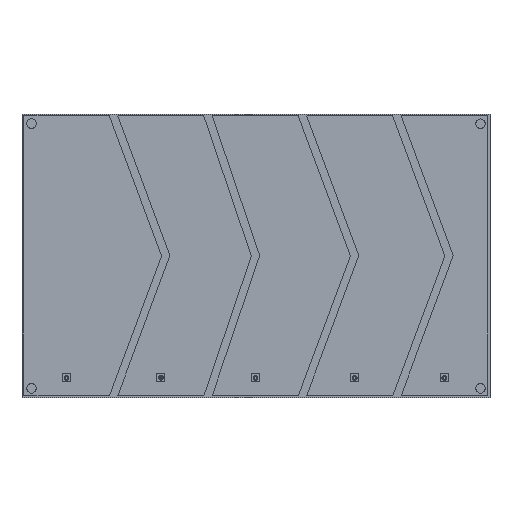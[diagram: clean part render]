
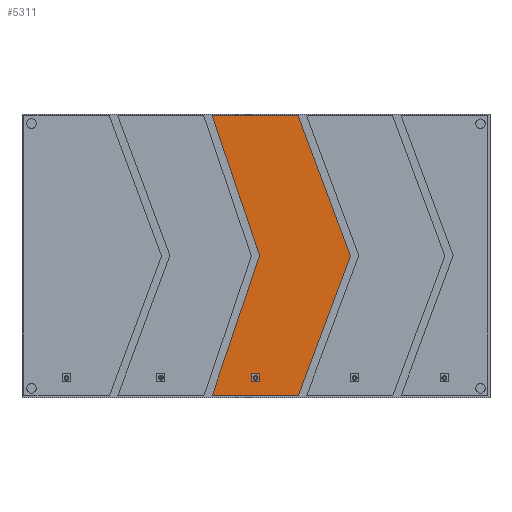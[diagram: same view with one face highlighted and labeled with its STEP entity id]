
A CAD part, top view. The second image highlights one B-rep face of the part: STEP entity #5311.
In plain terms, the highlighted planar face has unit normal (0, 0, 1).
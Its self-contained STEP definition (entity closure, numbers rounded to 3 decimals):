
#4980 = VERTEX_POINT('',#4981);
#4981 = CARTESIAN_POINT('',(184.77,-67.115,1.635));
#4987 = EDGE_CURVE('',#4980,#4988,#4990,.T.);
#4988 = VERTEX_POINT('',#4989);
#4989 = CARTESIAN_POINT('',(184.786,-67.115,1.635));
#4990 = LINE('',#4991,#4992);
#4991 = CARTESIAN_POINT('',(184.77,-67.115,1.635));
#4992 = VECTOR('',#4993,1.);
#4993 = DIRECTION('',(1.,0.,0.));
#5020 = VERTEX_POINT('',#5021);
#5021 = CARTESIAN_POINT('',(184.755,-67.11,1.635));
#5027 = EDGE_CURVE('',#5020,#4980,#5028,.T.);
#5028 = LINE('',#5029,#5030);
#5029 = CARTESIAN_POINT('',(184.755,-67.11,1.635));
#5030 = VECTOR('',#5031,1.);
#5031 = DIRECTION('',(0.951,-0.309,0.));
#5049 = EDGE_CURVE('',#4988,#5050,#5052,.T.);
#5050 = VERTEX_POINT('',#5051);
#5051 = CARTESIAN_POINT('',(184.799,-67.124,1.635));
#5052 = LINE('',#5053,#5054);
#5053 = CARTESIAN_POINT('',(184.786,-67.115,1.635));
#5054 = VECTOR('',#5055,1.);
#5055 = DIRECTION('',(0.809,-0.588,0.));
#5311 = ADVANCED_FACE('',(#5312,#5531),#5542,.T.);
#5312 = FACE_BOUND('',#5313,.T.);
#5313 = EDGE_LOOP('',(#5314,#5315,#5316,#5324,#5332,#5340,#5348,#5356,
    #5364,#5372,#5380,#5388,#5396,#5404,#5412,#5420,#5428,#5436,#5444,
    #5452,#5460,#5468,#5476,#5484,#5492,#5500,#5508,#5516,#5524,#5530));
#5314 = ORIENTED_EDGE('',*,*,#4987,.F.);
#5315 = ORIENTED_EDGE('',*,*,#5027,.F.);
#5316 = ORIENTED_EDGE('',*,*,#5317,.F.);
#5317 = EDGE_CURVE('',#5318,#5020,#5320,.T.);
#5318 = VERTEX_POINT('',#5319);
#5319 = CARTESIAN_POINT('',(166.755,-67.11,1.635));
#5320 = LINE('',#5321,#5322);
#5321 = CARTESIAN_POINT('',(166.755,-67.11,1.635));
#5322 = VECTOR('',#5323,1.);
#5323 = DIRECTION('',(1.,0.,0.));
#5324 = ORIENTED_EDGE('',*,*,#5325,.F.);
#5325 = EDGE_CURVE('',#5326,#5318,#5328,.T.);
#5326 = VERTEX_POINT('',#5327);
#5327 = CARTESIAN_POINT('',(166.754,-67.11,1.635));
#5328 = LINE('',#5329,#5330);
#5329 = CARTESIAN_POINT('',(166.754,-67.11,1.635));
#5330 = VECTOR('',#5331,1.);
#5331 = DIRECTION('',(1.,0.007,0.));
#5332 = ORIENTED_EDGE('',*,*,#5333,.F.);
#5333 = EDGE_CURVE('',#5334,#5326,#5336,.T.);
#5334 = VERTEX_POINT('',#5335);
#5335 = CARTESIAN_POINT('',(166.695,-67.13,1.635));
#5336 = LINE('',#5337,#5338);
#5337 = CARTESIAN_POINT('',(166.695,-67.13,1.635));
#5338 = VECTOR('',#5339,1.);
#5339 = DIRECTION('',(0.947,0.322,0.));
#5340 = ORIENTED_EDGE('',*,*,#5341,.F.);
#5341 = EDGE_CURVE('',#5342,#5334,#5344,.T.);
#5342 = VERTEX_POINT('',#5343);
#5343 = CARTESIAN_POINT('',(166.659,-67.18,1.635));
#5344 = LINE('',#5345,#5346);
#5345 = CARTESIAN_POINT('',(166.659,-67.18,1.635));
#5346 = VECTOR('',#5347,1.);
#5347 = DIRECTION('',(0.577,0.817,0.));
#5348 = ORIENTED_EDGE('',*,*,#5349,.F.);
#5349 = EDGE_CURVE('',#5350,#5342,#5352,.T.);
#5350 = VERTEX_POINT('',#5351);
#5351 = CARTESIAN_POINT('',(166.66,-67.242,1.635));
#5352 = LINE('',#5353,#5354);
#5353 = CARTESIAN_POINT('',(166.66,-67.242,1.635));
#5354 = VECTOR('',#5355,1.);
#5355 = DIRECTION('',(-0.013,1.,0.));
#5356 = ORIENTED_EDGE('',*,*,#5357,.F.);
#5357 = EDGE_CURVE('',#5358,#5350,#5360,.T.);
#5358 = VERTEX_POINT('',#5359);
#5359 = CARTESIAN_POINT('',(176.661,-96.68,1.635));
#5360 = LINE('',#5361,#5362);
#5361 = CARTESIAN_POINT('',(176.661,-96.68,1.635));
#5362 = VECTOR('',#5363,1.);
#5363 = DIRECTION('',(-0.322,0.947,0.));
#5364 = ORIENTED_EDGE('',*,*,#5365,.F.);
#5365 = EDGE_CURVE('',#5366,#5358,#5368,.T.);
#5366 = VERTEX_POINT('',#5367);
#5367 = CARTESIAN_POINT('',(166.66,-126.188,1.635));
#5368 = LINE('',#5369,#5370);
#5369 = CARTESIAN_POINT('',(166.66,-126.188,1.635));
#5370 = VECTOR('',#5371,1.);
#5371 = DIRECTION('',(0.321,0.947,0.));
#5372 = ORIENTED_EDGE('',*,*,#5373,.F.);
#5373 = EDGE_CURVE('',#5374,#5366,#5376,.T.);
#5374 = VERTEX_POINT('',#5375);
#5375 = CARTESIAN_POINT('',(166.66,-126.189,1.635));
#5376 = LINE('',#5377,#5378);
#5377 = CARTESIAN_POINT('',(166.66,-126.189,1.635));
#5378 = VECTOR('',#5379,1.);
#5379 = DIRECTION('',(0.315,0.949,0.));
#5380 = ORIENTED_EDGE('',*,*,#5381,.F.);
#5381 = EDGE_CURVE('',#5382,#5374,#5384,.T.);
#5382 = VERTEX_POINT('',#5383);
#5383 = CARTESIAN_POINT('',(166.66,-126.251,1.635));
#5384 = LINE('',#5385,#5386);
#5385 = CARTESIAN_POINT('',(166.66,-126.251,1.635));
#5386 = VECTOR('',#5387,1.);
#5387 = DIRECTION('',(0.,1.,0.));
#5388 = ORIENTED_EDGE('',*,*,#5389,.F.);
#5389 = EDGE_CURVE('',#5390,#5382,#5392,.T.);
#5390 = VERTEX_POINT('',#5391);
#5391 = CARTESIAN_POINT('',(166.696,-126.301,1.635));
#5392 = LINE('',#5393,#5394);
#5393 = CARTESIAN_POINT('',(166.696,-126.301,1.635));
#5394 = VECTOR('',#5395,1.);
#5395 = DIRECTION('',(-0.588,0.809,0.));
#5396 = ORIENTED_EDGE('',*,*,#5397,.F.);
#5397 = EDGE_CURVE('',#5398,#5390,#5400,.T.);
#5398 = VERTEX_POINT('',#5399);
#5399 = CARTESIAN_POINT('',(166.755,-126.32,1.635));
#5400 = LINE('',#5401,#5402);
#5401 = CARTESIAN_POINT('',(166.755,-126.32,1.635));
#5402 = VECTOR('',#5403,1.);
#5403 = DIRECTION('',(-0.951,0.309,0.));
#5404 = ORIENTED_EDGE('',*,*,#5405,.F.);
#5405 = EDGE_CURVE('',#5406,#5398,#5408,.T.);
#5406 = VERTEX_POINT('',#5407);
#5407 = CARTESIAN_POINT('',(184.755,-126.32,1.635));
#5408 = LINE('',#5409,#5410);
#5409 = CARTESIAN_POINT('',(184.755,-126.32,1.635));
#5410 = VECTOR('',#5411,1.);
#5411 = DIRECTION('',(-1.,0.,0.));
#5412 = ORIENTED_EDGE('',*,*,#5413,.F.);
#5413 = EDGE_CURVE('',#5414,#5406,#5416,.T.);
#5414 = VERTEX_POINT('',#5415);
#5415 = CARTESIAN_POINT('',(184.786,-126.315,1.635));
#5416 = LINE('',#5417,#5418);
#5417 = CARTESIAN_POINT('',(184.786,-126.315,1.635));
#5418 = VECTOR('',#5419,1.);
#5419 = DIRECTION('',(-0.988,-0.156,0.));
#5420 = ORIENTED_EDGE('',*,*,#5421,.F.);
#5421 = EDGE_CURVE('',#5422,#5414,#5424,.T.);
#5422 = VERTEX_POINT('',#5423);
#5423 = CARTESIAN_POINT('',(184.797,-126.307,1.635));
#5424 = LINE('',#5425,#5426);
#5425 = CARTESIAN_POINT('',(184.797,-126.307,1.635));
#5426 = VECTOR('',#5427,1.);
#5427 = DIRECTION('',(-0.809,-0.588,0.));
#5428 = ORIENTED_EDGE('',*,*,#5429,.F.);
#5429 = EDGE_CURVE('',#5430,#5422,#5432,.T.);
#5430 = VERTEX_POINT('',#5431);
#5431 = CARTESIAN_POINT('',(184.81,-126.303,1.635));
#5432 = LINE('',#5433,#5434);
#5433 = CARTESIAN_POINT('',(184.81,-126.303,1.635));
#5434 = VECTOR('',#5435,1.);
#5435 = DIRECTION('',(-0.963,-0.268,0.));
#5436 = ORIENTED_EDGE('',*,*,#5437,.F.);
#5437 = EDGE_CURVE('',#5438,#5430,#5440,.T.);
#5438 = VERTEX_POINT('',#5439);
#5439 = CARTESIAN_POINT('',(184.821,-126.289,1.635));
#5440 = LINE('',#5441,#5442);
#5441 = CARTESIAN_POINT('',(184.821,-126.289,1.635));
#5442 = VECTOR('',#5443,1.);
#5443 = DIRECTION('',(-0.622,-0.783,0.));
#5444 = ORIENTED_EDGE('',*,*,#5445,.F.);
#5445 = EDGE_CURVE('',#5446,#5438,#5448,.T.);
#5446 = VERTEX_POINT('',#5447);
#5447 = CARTESIAN_POINT('',(184.836,-126.279,1.635));
#5448 = LINE('',#5449,#5450);
#5449 = CARTESIAN_POINT('',(184.836,-126.279,1.635));
#5450 = VECTOR('',#5451,1.);
#5451 = DIRECTION('',(-0.809,-0.588,0.));
#5452 = ORIENTED_EDGE('',*,*,#5453,.F.);
#5453 = EDGE_CURVE('',#5454,#5446,#5456,.T.);
#5454 = VERTEX_POINT('',#5455);
#5455 = CARTESIAN_POINT('',(184.84,-126.266,1.635));
#5456 = LINE('',#5457,#5458);
#5457 = CARTESIAN_POINT('',(184.84,-126.266,1.635));
#5458 = VECTOR('',#5459,1.);
#5459 = DIRECTION('',(-0.309,-0.951,0.));
#5460 = ORIENTED_EDGE('',*,*,#5461,.F.);
#5461 = EDGE_CURVE('',#5462,#5454,#5464,.T.);
#5462 = VERTEX_POINT('',#5463);
#5463 = CARTESIAN_POINT('',(184.849,-126.255,1.635));
#5464 = LINE('',#5465,#5466);
#5465 = CARTESIAN_POINT('',(184.849,-126.255,1.635));
#5466 = VECTOR('',#5467,1.);
#5467 = DIRECTION('',(-0.622,-0.783,0.));
#5468 = ORIENTED_EDGE('',*,*,#5469,.F.);
#5469 = EDGE_CURVE('',#5470,#5462,#5472,.T.);
#5470 = VERTEX_POINT('',#5471);
#5471 = CARTESIAN_POINT('',(195.826,-96.82,1.635));
#5472 = LINE('',#5473,#5474);
#5473 = CARTESIAN_POINT('',(195.826,-96.82,1.635));
#5474 = VECTOR('',#5475,1.);
#5475 = DIRECTION('',(-0.349,-0.937,0.));
#5476 = ORIENTED_EDGE('',*,*,#5477,.F.);
#5477 = EDGE_CURVE('',#5478,#5470,#5480,.T.);
#5478 = VERTEX_POINT('',#5479);
#5479 = CARTESIAN_POINT('',(195.829,-96.812,1.635));
#5480 = LINE('',#5481,#5482);
#5481 = CARTESIAN_POINT('',(195.829,-96.812,1.635));
#5482 = VECTOR('',#5483,1.);
#5483 = DIRECTION('',(-0.31,-0.951,0.));
#5484 = ORIENTED_EDGE('',*,*,#5485,.F.);
#5485 = EDGE_CURVE('',#5486,#5478,#5488,.T.);
#5486 = VERTEX_POINT('',#5487);
#5487 = CARTESIAN_POINT('',(195.826,-96.75,1.635));
#5488 = LINE('',#5489,#5490);
#5489 = CARTESIAN_POINT('',(195.826,-96.75,1.635));
#5490 = VECTOR('',#5491,1.);
#5491 = DIRECTION('',(0.041,-0.999,0.));
#5492 = ORIENTED_EDGE('',*,*,#5493,.F.);
#5493 = EDGE_CURVE('',#5494,#5486,#5496,.T.);
#5494 = VERTEX_POINT('',#5495);
#5495 = CARTESIAN_POINT('',(184.849,-67.175,1.635));
#5496 = LINE('',#5497,#5498);
#5497 = CARTESIAN_POINT('',(184.849,-67.175,1.635));
#5498 = VECTOR('',#5499,1.);
#5499 = DIRECTION('',(0.348,-0.938,0.));
#5500 = ORIENTED_EDGE('',*,*,#5501,.F.);
#5501 = EDGE_CURVE('',#5502,#5494,#5504,.T.);
#5502 = VERTEX_POINT('',#5503);
#5503 = CARTESIAN_POINT('',(184.836,-67.151,1.635));
#5504 = LINE('',#5505,#5506);
#5505 = CARTESIAN_POINT('',(184.836,-67.151,1.635));
#5506 = VECTOR('',#5507,1.);
#5507 = DIRECTION('',(0.472,-0.881,0.));
#5508 = ORIENTED_EDGE('',*,*,#5509,.F.);
#5509 = EDGE_CURVE('',#5510,#5502,#5512,.T.);
#5510 = VERTEX_POINT('',#5511);
#5511 = CARTESIAN_POINT('',(184.823,-67.142,1.635));
#5512 = LINE('',#5513,#5514);
#5513 = CARTESIAN_POINT('',(184.823,-67.142,1.635));
#5514 = VECTOR('',#5515,1.);
#5515 = DIRECTION('',(0.809,-0.588,0.));
#5516 = ORIENTED_EDGE('',*,*,#5517,.F.);
#5517 = EDGE_CURVE('',#5518,#5510,#5520,.T.);
#5518 = VERTEX_POINT('',#5519);
#5519 = CARTESIAN_POINT('',(184.814,-67.129,1.635));
#5520 = LINE('',#5521,#5522);
#5521 = CARTESIAN_POINT('',(184.814,-67.129,1.635));
#5522 = VECTOR('',#5523,1.);
#5523 = DIRECTION('',(0.588,-0.809,0.));
#5524 = ORIENTED_EDGE('',*,*,#5525,.F.);
#5525 = EDGE_CURVE('',#5050,#5518,#5526,.T.);
#5526 = LINE('',#5527,#5528);
#5527 = CARTESIAN_POINT('',(184.799,-67.124,1.635));
#5528 = VECTOR('',#5529,1.);
#5529 = DIRECTION('',(0.951,-0.309,0.));
#5530 = ORIENTED_EDGE('',*,*,#5049,.F.);
#5531 = FACE_BOUND('',#5532,.T.);
#5532 = EDGE_LOOP('',(#5533));
#5533 = ORIENTED_EDGE('',*,*,#5534,.T.);
#5534 = EDGE_CURVE('',#5535,#5535,#5537,.T.);
#5535 = VERTEX_POINT('',#5536);
#5536 = CARTESIAN_POINT('',(175.755,-123.015,1.635));
#5537 = CIRCLE('',#5538,0.475);
#5538 = AXIS2_PLACEMENT_3D('',#5539,#5540,#5541);
#5539 = CARTESIAN_POINT('',(175.755,-122.54,1.635));
#5540 = DIRECTION('',(-0.,0.,-1.));
#5541 = DIRECTION('',(-0.,-1.,0.));
#5542 = PLANE('',#5543);
#5543 = AXIS2_PLACEMENT_3D('',#5544,#5545,#5546);
#5544 = CARTESIAN_POINT('',(0.,0.,1.635));
#5545 = DIRECTION('',(0.,0.,1.));
#5546 = DIRECTION('',(1.,0.,-0.));
